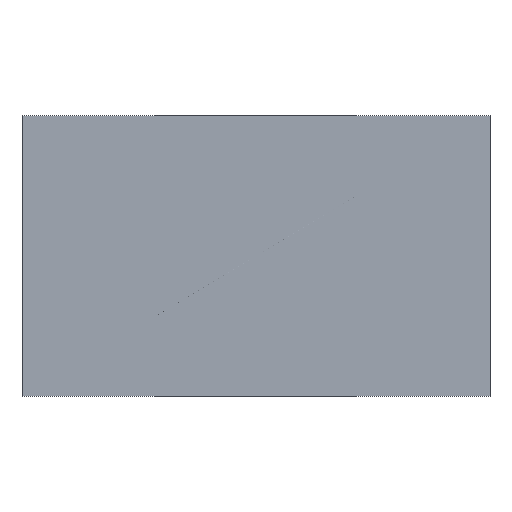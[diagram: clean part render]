
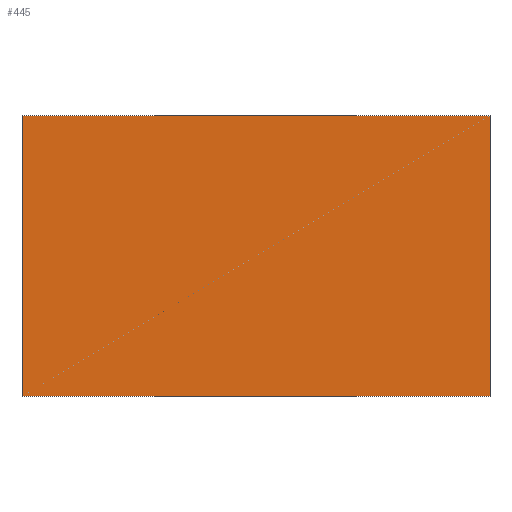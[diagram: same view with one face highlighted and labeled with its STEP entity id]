
A CAD part, front view. The second image highlights one B-rep face of the part: STEP entity #445.
In plain terms, the highlighted planar face has unit normal (0, -1, 0).
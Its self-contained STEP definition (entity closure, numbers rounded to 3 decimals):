
#19=PLANE('',#522);
#37=LINE('',#834,#61);
#38=LINE('',#836,#62);
#39=LINE('',#838,#63);
#40=LINE('',#839,#64);
#61=VECTOR('',#640,10.);
#62=VECTOR('',#641,10.);
#63=VECTOR('',#642,10.);
#64=VECTOR('',#643,10.);
#103=FACE_OUTER_BOUND('',#127,.T.);
#127=EDGE_LOOP('',(#373,#374,#375,#376));
#215=VERTEX_POINT('',#832);
#216=VERTEX_POINT('',#833);
#217=VERTEX_POINT('',#835);
#218=VERTEX_POINT('',#837);
#277=EDGE_CURVE('',#215,#216,#37,.T.);
#278=EDGE_CURVE('',#216,#217,#38,.T.);
#279=EDGE_CURVE('',#218,#217,#39,.T.);
#280=EDGE_CURVE('',#215,#218,#40,.T.);
#373=ORIENTED_EDGE('',*,*,#277,.T.);
#374=ORIENTED_EDGE('',*,*,#278,.T.);
#375=ORIENTED_EDGE('',*,*,#279,.F.);
#376=ORIENTED_EDGE('',*,*,#280,.F.);
#445=ADVANCED_FACE('',(#103),#19,.T.);
#522=AXIS2_PLACEMENT_3D('',#831,#638,#639);
#638=DIRECTION('center_axis',(0.,-1.,0.));
#639=DIRECTION('ref_axis',(1.,0.,0.));
#640=DIRECTION('',(1.,0.,0.));
#641=DIRECTION('',(0.,0.,1.));
#642=DIRECTION('',(1.,0.,0.));
#643=DIRECTION('',(0.,0.,1.));
#831=CARTESIAN_POINT('Origin',(-5.,-10.,0.));
#832=CARTESIAN_POINT('',(-5.,-10.,0.));
#833=CARTESIAN_POINT('',(5.,-10.,0.));
#834=CARTESIAN_POINT('',(-5.,-10.,0.));
#835=CARTESIAN_POINT('',(5.,-10.,6.));
#836=CARTESIAN_POINT('',(5.,-10.,0.));
#837=CARTESIAN_POINT('',(-5.,-10.,6.));
#838=CARTESIAN_POINT('',(-5.,-10.,6.));
#839=CARTESIAN_POINT('',(-5.,-10.,0.));
